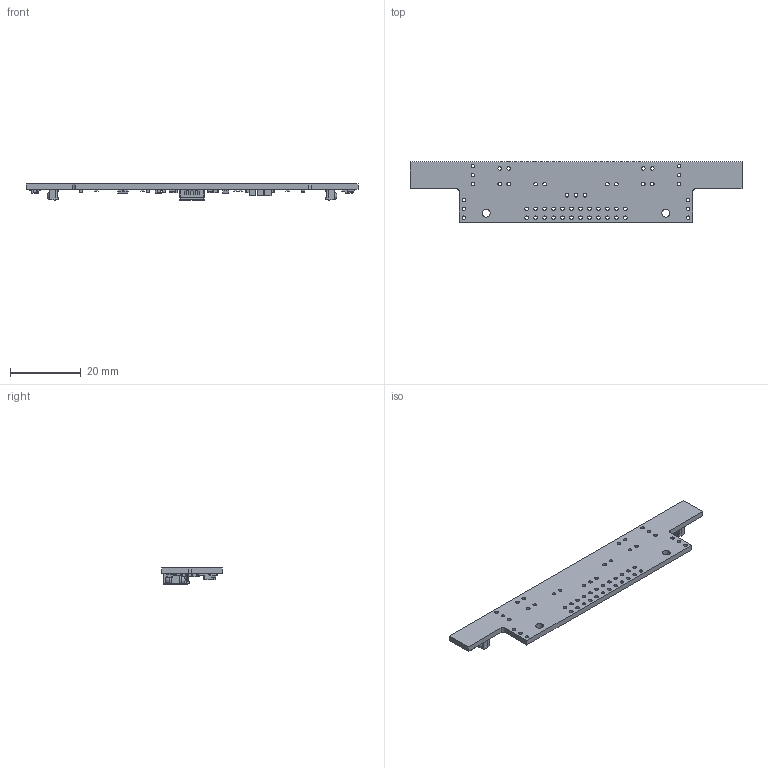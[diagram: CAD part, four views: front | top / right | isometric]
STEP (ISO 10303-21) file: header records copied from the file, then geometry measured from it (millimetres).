
FILE_DESCRIPTION (( 'STEP AP214' ), '1' );
FILE_NAME ('zumo-2040-front-sensor-array.step', '2023-10-26T23:30:19', ( '' ), ( '' ), 'SwSTEP 2.0', 'SolidWorks 2023', '' );
FILE_SCHEMA (( 'AUTOMOTIVE_DESIGN' ));
Length unit declared in the file: millimetre
Products named in the file (1): zumo-2040-front-sensor-array
Bounding box: 93.98 x 17.14 x 4.57 mm (x, y, z)
Volume: 2265.5 mm3; surface area: 3711.4 mm2
Topology: 1 solids, 1 shells, 1333 faces, 3619 edges, 2366 vertices
Faces by surface type: plane 934, cylinder 200, bspline 187, sphere 12
Entity records: 63561 total; most frequent: CARTESIAN_POINT 16114, ORIENTED_EDGE 7238, DIRECTION 5867, EDGE_CURVE 3619, LINE 2709, VECTOR 2709, VERTEX_POINT 2366, AXIS2_PLACEMENT_3D 1579
